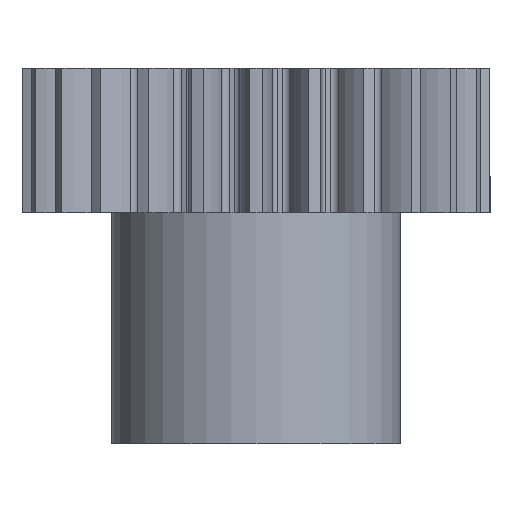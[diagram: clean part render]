
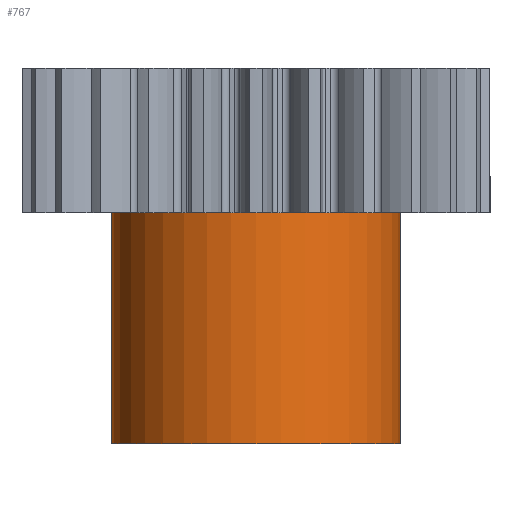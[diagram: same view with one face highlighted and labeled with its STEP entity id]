
A CAD part, front view. The second image highlights one B-rep face of the part: STEP entity #767.
In plain terms, the highlighted cylindrical face has radius 25 mm (diameter 50 mm), a partial arc.
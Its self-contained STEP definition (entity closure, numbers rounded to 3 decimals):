
#517 = EDGE_CURVE ( 'NONE', #5743, #5890, #2482, .T. ) ;
#710 = ORIENTED_EDGE ( 'NONE', *, *, #5893, .T. ) ;
#712 = EDGE_LOOP ( 'NONE', ( #721, #766, #710, #770 ) ) ;
#721 = ORIENTED_EDGE ( 'NONE', *, *, #5747, .F. ) ;
#766 = ORIENTED_EDGE ( 'NONE', *, *, #768, .T. ) ;
#767 = ADVANCED_FACE ( 'NONE', ( #2952 ), #2963, .T. ) ;
#768 = EDGE_CURVE ( 'NONE', #5745, #5839, #2951, .T. ) ;
#770 = ORIENTED_EDGE ( 'NONE', *, *, #517, .F. ) ;
#2478 = DIRECTION ( 'NONE',  ( 1., 0., 0. ) ) ;
#2479 = DIRECTION ( 'NONE',  ( 0., 0., 1. ) ) ;
#2480 = CARTESIAN_POINT ( 'NONE',  ( 0., 0., 0. ) ) ;
#2481 = AXIS2_PLACEMENT_3D ( 'NONE', #2480, #2479, #2478 ) ;
#2482 = CIRCLE ( 'NONE', #2481, 25. ) ;
#2940 = DIRECTION ( 'NONE',  ( 1., 0., 0. ) ) ;
#2941 = DIRECTION ( 'NONE',  ( 0., 0., 1. ) ) ;
#2942 = AXIS2_PLACEMENT_3D ( 'NONE', #2946, #2941, #2940 ) ;
#2946 = CARTESIAN_POINT ( 'NONE',  ( 0., 0., -40. ) ) ;
#2951 = CIRCLE ( 'NONE', #2942, 25. ) ;
#2952 = FACE_OUTER_BOUND ( 'NONE', #712, .T. ) ;
#2953 = DIRECTION ( 'NONE',  ( 1., 0., 0. ) ) ;
#2954 = DIRECTION ( 'NONE',  ( 0., 0., 1. ) ) ;
#2955 = CARTESIAN_POINT ( 'NONE',  ( 0., 0., -40. ) ) ;
#2957 = AXIS2_PLACEMENT_3D ( 'NONE', #2955, #2954, #2953 ) ;
#2963 = CYLINDRICAL_SURFACE ( 'NONE', #2957, 25. ) ;
#4326 = DIRECTION ( 'NONE',  ( 0., 0., 1. ) ) ;
#4327 = VECTOR ( 'NONE', #4326, 1000. ) ;
#4328 = CARTESIAN_POINT ( 'NONE',  ( -25., 0., -40. ) ) ;
#4329 = LINE ( 'NONE', #4328, #4327 ) ;
#4341 = CARTESIAN_POINT ( 'NONE',  ( -25., 0., 0. ) ) ;
#4347 = CARTESIAN_POINT ( 'NONE',  ( -25., 0., -40. ) ) ;
#4470 = CARTESIAN_POINT ( 'NONE',  ( 25., 0., -40. ) ) ;
#4559 = CARTESIAN_POINT ( 'NONE',  ( 25., 0., 0. ) ) ;
#4604 = DIRECTION ( 'NONE',  ( 0., 0., 1. ) ) ;
#4605 = VECTOR ( 'NONE', #4604, 1000. ) ;
#4606 = CARTESIAN_POINT ( 'NONE',  ( 25., 0., -40. ) ) ;
#4610 = LINE ( 'NONE', #4606, #4605 ) ;
#5743 = VERTEX_POINT ( 'NONE', #4341 ) ;
#5745 = VERTEX_POINT ( 'NONE', #4347 ) ;
#5747 = EDGE_CURVE ( 'NONE', #5745, #5743, #4329, .T. ) ;
#5839 = VERTEX_POINT ( 'NONE', #4470 ) ;
#5890 = VERTEX_POINT ( 'NONE', #4559 ) ;
#5893 = EDGE_CURVE ( 'NONE', #5839, #5890, #4610, .T. ) ;
